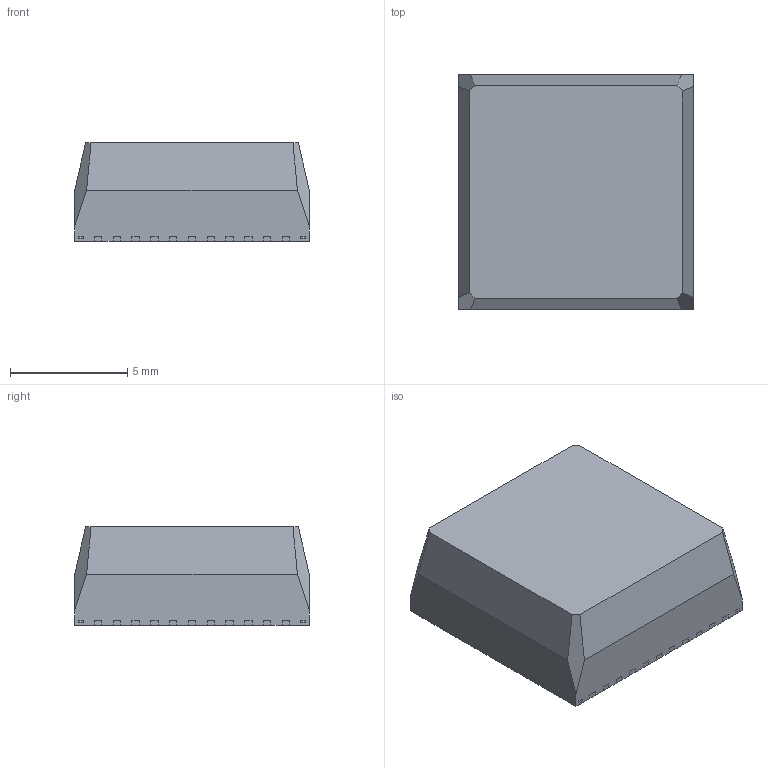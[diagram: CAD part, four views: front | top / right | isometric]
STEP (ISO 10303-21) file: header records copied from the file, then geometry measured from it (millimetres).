
FILE_DESCRIPTION((''),'2;1');
FILE_NAME('RVQ0043A_ASM','2018-06-14T10:40:48',('a0412086'),(''),'CREO PARAMETRIC BY PTC INC, 2017260','CREO PARAMETRIC BY PTC INC, 2017260','');
FILE_SCHEMA(('AUTOMOTIVE_DESIGN { 1 0 10303 214 1 1 1 1 }'));
Length unit declared in the file: millimetre
Products named in the file (3): FRAME; MOLD; RVQ0043A_ASM
Assembly tree (2 placements, depth 2):
  RVQ0043A_ASM
    FRAME
    MOLD
Bounding box: 10 x 10 x 4.2 mm (x, y, z)
Volume: 400.6 mm3; surface area: 438.1 mm2
Topology: 44 solids, 44 shells, 1111 faces, 3084 edges, 2056 vertices
Faces by surface type: plane 961, cylinder 150
Entity records: 44888 total; most frequent: CARTESIAN_POINT 6290, ORIENTED_EDGE 6168, DIRECTION 5655, PRESENTATION_STYLE_ASSIGNMENT 3128, STYLED_ITEM 3128, CURVE_STYLE 3084, EDGE_CURVE 3084, VECTOR 2784
